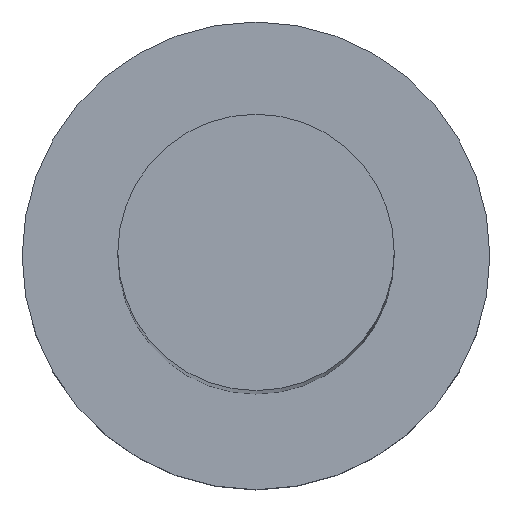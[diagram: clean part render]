
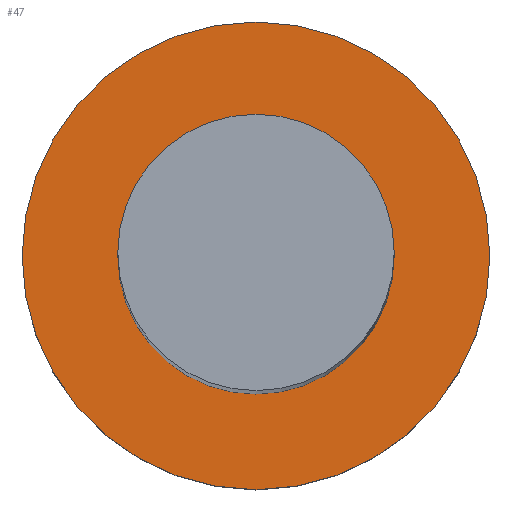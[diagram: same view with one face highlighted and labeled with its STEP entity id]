
A CAD part, top view. The second image highlights one B-rep face of the part: STEP entity #47.
In plain terms, the highlighted planar face has unit normal (0, 0, 1).
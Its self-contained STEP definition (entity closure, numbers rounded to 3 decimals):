
#1 = DIRECTION ( 'NONE',  ( 0., 0., 1. ) ) ;
#12 = CARTESIAN_POINT ( 'NONE',  ( 11., 0., 7. ) ) ;
#14 = CIRCLE ( 'NONE', #155, 6.5 ) ;
#16 = DIRECTION ( 'NONE',  ( 0., 0., 1. ) ) ;
#20 = EDGE_LOOP ( 'NONE', ( #95, #123 ) ) ;
#33 = CARTESIAN_POINT ( 'NONE',  ( 0., 0., 7. ) ) ;
#38 = ORIENTED_EDGE ( 'NONE', *, *, #120, .T. ) ;
#41 = CARTESIAN_POINT ( 'NONE',  ( 0., 0., 7. ) ) ;
#47 = ADVANCED_FACE ( 'NONE', ( #251, #212 ), #235, .T. ) ;
#50 = CIRCLE ( 'NONE', #184, 11. ) ;
#60 = CARTESIAN_POINT ( 'NONE',  ( -11., 0., 7. ) ) ;
#63 = CARTESIAN_POINT ( 'NONE',  ( -6.5, 0., 7. ) ) ;
#69 = VERTEX_POINT ( 'NONE', #60 ) ;
#82 = DIRECTION ( 'NONE',  ( 0., 0., 1. ) ) ;
#95 = ORIENTED_EDGE ( 'NONE', *, *, #116, .F. ) ;
#100 = DIRECTION ( 'NONE',  ( 0., 0., 1. ) ) ;
#105 = EDGE_CURVE ( 'NONE', #150, #226, #14, .T. ) ;
#116 = EDGE_CURVE ( 'NONE', #226, #150, #130, .T. ) ;
#118 = AXIS2_PLACEMENT_3D ( 'NONE', #33, #16, #122 ) ;
#120 = EDGE_CURVE ( 'NONE', #189, #69, #50, .T. ) ;
#122 = DIRECTION ( 'NONE',  ( 1., 0., 0. ) ) ;
#123 = ORIENTED_EDGE ( 'NONE', *, *, #105, .F. ) ;
#125 = CARTESIAN_POINT ( 'NONE',  ( 0., 0., 7. ) ) ;
#129 = CARTESIAN_POINT ( 'NONE',  ( 0., 0., 7. ) ) ;
#130 = CIRCLE ( 'NONE', #227, 6.5 ) ;
#143 = CARTESIAN_POINT ( 'NONE',  ( 0., 0., 7. ) ) ;
#144 = ORIENTED_EDGE ( 'NONE', *, *, #175, .T. ) ;
#150 = VERTEX_POINT ( 'NONE', #249 ) ;
#155 = AXIS2_PLACEMENT_3D ( 'NONE', #41, #82, #233 ) ;
#172 = CIRCLE ( 'NONE', #118, 11. ) ;
#175 = EDGE_CURVE ( 'NONE', #69, #189, #172, .T. ) ;
#177 = DIRECTION ( 'NONE',  ( 1., 0., 0. ) ) ;
#184 = AXIS2_PLACEMENT_3D ( 'NONE', #129, #196, #177 ) ;
#189 = VERTEX_POINT ( 'NONE', #12 ) ;
#193 = EDGE_LOOP ( 'NONE', ( #144, #38 ) ) ;
#195 = DIRECTION ( 'NONE',  ( 1., 0., 0. ) ) ;
#196 = DIRECTION ( 'NONE',  ( 0., 0., 1. ) ) ;
#212 = FACE_OUTER_BOUND ( 'NONE', #193, .T. ) ;
#215 = DIRECTION ( 'NONE',  ( 1., 0., 0. ) ) ;
#226 = VERTEX_POINT ( 'NONE', #63 ) ;
#227 = AXIS2_PLACEMENT_3D ( 'NONE', #125, #100, #195 ) ;
#233 = DIRECTION ( 'NONE',  ( 1., 0., 0. ) ) ;
#235 = PLANE ( 'NONE',  #242 ) ;
#242 = AXIS2_PLACEMENT_3D ( 'NONE', #143, #1, #215 ) ;
#249 = CARTESIAN_POINT ( 'NONE',  ( 6.5, 0., 7. ) ) ;
#251 = FACE_BOUND ( 'NONE', #20, .T. ) ;
